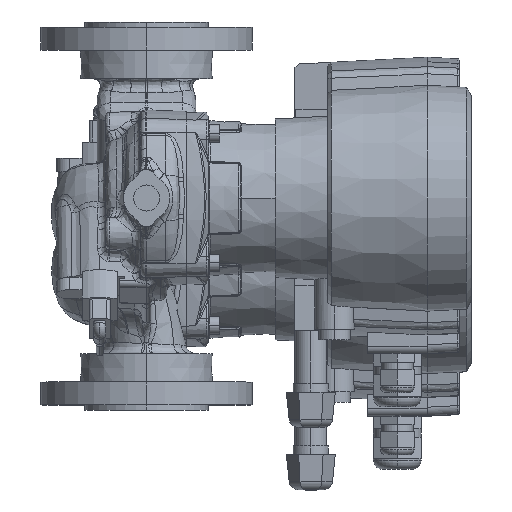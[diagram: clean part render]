
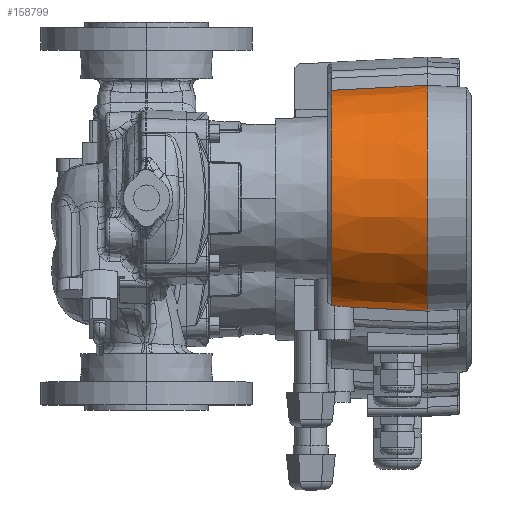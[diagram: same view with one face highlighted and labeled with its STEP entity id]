
A CAD part, top view. The second image highlights one B-rep face of the part: STEP entity #158799.
In plain terms, the highlighted conical face has half-angle 3 degrees and reference radius 64 mm.
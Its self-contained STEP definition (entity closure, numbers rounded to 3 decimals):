
#20634 = EDGE_LOOP ( 'NONE', ( #81335, #81295, #81296, #81247, #81279, #81277 ) ) ;
#20864 = VERTEX_POINT ( 'NONE', #87618 ) ;
#40876 = VERTEX_POINT ( 'NONE', #88072 ) ;
#41066 = CONICAL_SURFACE ( 'NONE', #41067, 64., 0.052 ) ;
#41067 = AXIS2_PLACEMENT_3D ( 'NONE', #55838, #55782, #55886 ) ;
#55782 = DIRECTION ( 'NONE',  ( 1., 0., 0. ) ) ;
#55838 = CARTESIAN_POINT ( 'NONE',  ( 137.05, 0., 6. ) ) ;
#55841 = FACE_OUTER_BOUND ( 'NONE', #20634, .T. ) ;
#55886 = DIRECTION ( 'NONE',  ( 0., -1., 0. ) ) ;
#81247 = ORIENTED_EDGE ( 'NONE', *, *, #229556, .F. ) ;
#81277 = ORIENTED_EDGE ( 'NONE', *, *, #155585, .F. ) ;
#81279 = ORIENTED_EDGE ( 'NONE', *, *, #155748, .T. ) ;
#81295 = ORIENTED_EDGE ( 'NONE', *, *, #155757, .T. ) ;
#81296 = ORIENTED_EDGE ( 'NONE', *, *, #155761, .F. ) ;
#81335 = ORIENTED_EDGE ( 'NONE', *, *, #155753, .F. ) ;
#87618 = CARTESIAN_POINT ( 'NONE',  ( 84.45, -61.031, 11.1 ) ) ;
#88072 = CARTESIAN_POINT ( 'NONE',  ( 93.789, -61.733, 6. ) ) ;
#103344 = CARTESIAN_POINT ( 'NONE',  ( 82.661, -60.949, 10.955 ) ) ;
#103426 = CARTESIAN_POINT ( 'NONE',  ( 82.661, 61.15, 6. ) ) ;
#103443 = CARTESIAN_POINT ( 'NONE',  ( 137.05, -64., 6. ) ) ;
#103447 = CARTESIAN_POINT ( 'NONE',  ( 137.05, 64., 6. ) ) ;
#136731 = CIRCLE ( 'NONE', #136736, 64. ) ;
#136736 = AXIS2_PLACEMENT_3D ( 'NONE', #202246, #202248, #202250 ) ;
#136811 = VECTOR ( 'NONE', #202619, 1000. ) ;
#136823 = VECTOR ( 'NONE', #202626, 1000. ) ;
#136830 = CIRCLE ( 'NONE', #136841, 61.15 ) ;
#136841 = AXIS2_PLACEMENT_3D ( 'NONE', #202634, #202636, #202638 ) ;
#150110 = VERTEX_POINT ( 'NONE', #103344 ) ;
#150144 = VERTEX_POINT ( 'NONE', #103426 ) ;
#150152 = VERTEX_POINT ( 'NONE', #103443 ) ;
#150153 = VERTEX_POINT ( 'NONE', #103447 ) ;
#155585 = EDGE_CURVE ( 'NONE', #150153, #150152, #136731, .T. ) ;
#155748 = EDGE_CURVE ( 'NONE', #40876, #150152, #202593, .T. ) ;
#155753 = EDGE_CURVE ( 'NONE', #150144, #150153, #202595, .T. ) ;
#155757 = EDGE_CURVE ( 'NONE', #150144, #150110, #136830, .T. ) ;
#155761 = EDGE_CURVE ( 'NONE', #20864, #150110, #169341, .T. ) ;
#158799 = ADVANCED_FACE ( 'NONE', ( #55841 ), #41066, .T. ) ;
#169341 = B_SPLINE_CURVE_WITH_KNOTS ( 'NONE', 3,
 ( #202630, #202632, #202642, #202644 ),
 .UNSPECIFIED., .F., .F.,
 ( 4, 4 ),
 ( 0.011, 0.013 ),
 .UNSPECIFIED. ) ;
#174856 = B_SPLINE_CURVE_WITH_KNOTS ( 'NONE', 3,
 ( #210037, #210036, #210057, #210058, #210059, #210060, #210061, #210062, #210063, #210064, #210065, #210066, #210067, #210068 ),
 .UNSPECIFIED., .F., .F.,
 ( 4, 2, 2, 2, 2, 2, 4 ),
 ( 0., 0.003, 0.004, 0.006, 0.007, 0.008, 0.011 ),
 .UNSPECIFIED. ) ;
#202246 = CARTESIAN_POINT ( 'NONE',  ( 137.05, 0., 6. ) ) ;
#202248 = DIRECTION ( 'NONE',  ( 1., 0., 0. ) ) ;
#202250 = DIRECTION ( 'NONE',  ( 0., -1., 0. ) ) ;
#202593 = LINE ( 'NONE', #202614, #136811 ) ;
#202595 = LINE ( 'NONE', #202621, #136823 ) ;
#202614 = CARTESIAN_POINT ( 'NONE',  ( 137.05, -64., 6. ) ) ;
#202619 = DIRECTION ( 'NONE',  ( 0.999, -0.052, 0. ) ) ;
#202621 = CARTESIAN_POINT ( 'NONE',  ( 137.05, 64., 6. ) ) ;
#202626 = DIRECTION ( 'NONE',  ( 0.999, 0.052, 0. ) ) ;
#202630 = CARTESIAN_POINT ( 'NONE',  ( 84.45, -61.031, 11.1 ) ) ;
#202632 = CARTESIAN_POINT ( 'NONE',  ( 83.847, -60.999, 11.1 ) ) ;
#202634 = CARTESIAN_POINT ( 'NONE',  ( 82.661, 0., 6. ) ) ;
#202636 = DIRECTION ( 'NONE',  ( 1., 0., 0. ) ) ;
#202638 = DIRECTION ( 'NONE',  ( 0., -1., 0. ) ) ;
#202642 = CARTESIAN_POINT ( 'NONE',  ( 83.248, -60.972, 11.051 ) ) ;
#202644 = CARTESIAN_POINT ( 'NONE',  ( 82.661, -60.949, 10.955 ) ) ;
#210036 = CARTESIAN_POINT ( 'NONE',  ( 93.283, -61.706, 6.787 ) ) ;
#210037 = CARTESIAN_POINT ( 'NONE',  ( 93.789, -61.733, 6. ) ) ;
#210057 = CARTESIAN_POINT ( 'NONE',  ( 92.691, -61.66, 7.494 ) ) ;
#210058 = CARTESIAN_POINT ( 'NONE',  ( 91.677, -61.575, 8.438 ) ) ;
#210059 = CARTESIAN_POINT ( 'NONE',  ( 91.315, -61.543, 8.735 ) ) ;
#210060 = CARTESIAN_POINT ( 'NONE',  ( 90.562, -61.477, 9.277 ) ) ;
#210061 = CARTESIAN_POINT ( 'NONE',  ( 90.172, -61.443, 9.523 ) ) ;
#210062 = CARTESIAN_POINT ( 'NONE',  ( 89.364, -61.373, 9.963 ) ) ;
#210063 = CARTESIAN_POINT ( 'NONE',  ( 88.947, -61.338, 10.159 ) ) ;
#210064 = CARTESIAN_POINT ( 'NONE',  ( 88.085, -61.269, 10.498 ) ) ;
#210065 = CARTESIAN_POINT ( 'NONE',  ( 87.639, -61.235, 10.642 ) ) ;
#210066 = CARTESIAN_POINT ( 'NONE',  ( 86.296, -61.138, 10.984 ) ) ;
#210067 = CARTESIAN_POINT ( 'NONE',  ( 85.383, -61.08, 11.1 ) ) ;
#210068 = CARTESIAN_POINT ( 'NONE',  ( 84.45, -61.031, 11.1 ) ) ;
#229556 = EDGE_CURVE ( 'NONE', #40876, #20864, #174856, .T. ) ;
